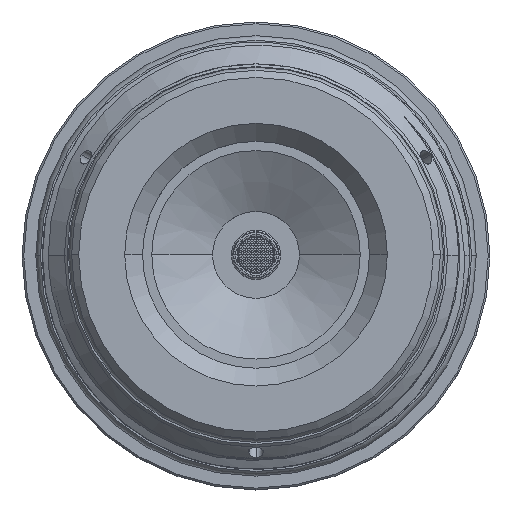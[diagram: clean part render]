
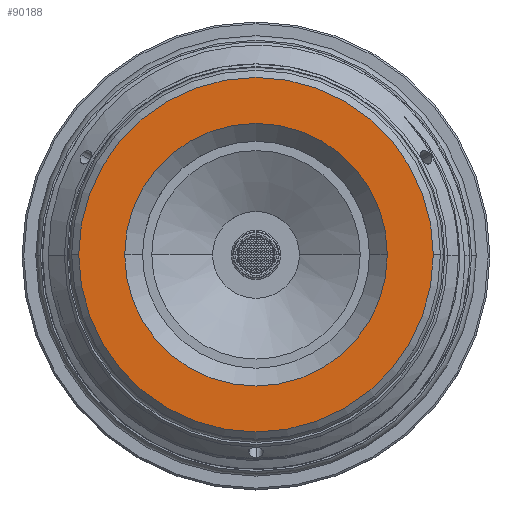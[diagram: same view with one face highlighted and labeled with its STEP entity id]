
A CAD part, top view. The second image highlights one B-rep face of the part: STEP entity #90188.
In plain terms, the highlighted planar face has unit normal (0, 0, 1).
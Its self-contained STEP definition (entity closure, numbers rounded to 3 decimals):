
#860 = ORIENTED_EDGE ( 'NONE', *, *, #32778, .T. ) ;
#4136 = CARTESIAN_POINT ( 'NONE',  ( 0., 0., 130.25 ) ) ;
#4285 = VERTEX_POINT ( 'NONE', #8042 ) ;
#4736 = CARTESIAN_POINT ( 'NONE',  ( 0., 0., 130.25 ) ) ;
#5272 = CIRCLE ( 'NONE', #85992, 19.84 ) ;
#8042 = CARTESIAN_POINT ( 'NONE',  ( 14.7, 0., 130.25 ) ) ;
#8779 = VERTEX_POINT ( 'NONE', #8885 ) ;
#8885 = CARTESIAN_POINT ( 'NONE',  ( -14.7, 0., 130.25 ) ) ;
#10818 = DIRECTION ( 'NONE',  ( 0., 0., -1. ) ) ;
#12856 = DIRECTION ( 'NONE',  ( 0., 0., -1. ) ) ;
#17179 = ORIENTED_EDGE ( 'NONE', *, *, #75549, .F. ) ;
#17635 = EDGE_LOOP ( 'NONE', ( #17179, #73935 ) ) ;
#18989 = CIRCLE ( 'NONE', #81374, 14.7 ) ;
#19757 = DIRECTION ( 'NONE',  ( 0., 0., -1. ) ) ;
#20364 = CARTESIAN_POINT ( 'NONE',  ( -19.84, 0., 130.25 ) ) ;
#22906 = VERTEX_POINT ( 'NONE', #20364 ) ;
#23626 = EDGE_LOOP ( 'NONE', ( #860, #28696 ) ) ;
#27139 = DIRECTION ( 'NONE',  ( -1., 0., 0. ) ) ;
#28696 = ORIENTED_EDGE ( 'NONE', *, *, #96699, .T. ) ;
#31892 = CIRCLE ( 'NONE', #58420, 19.84 ) ;
#32180 = VERTEX_POINT ( 'NONE', #38170 ) ;
#32290 = AXIS2_PLACEMENT_3D ( 'NONE', #4136, #19757, #98089 ) ;
#32778 = EDGE_CURVE ( 'NONE', #4285, #8779, #18989, .T. ) ;
#36891 = FACE_OUTER_BOUND ( 'NONE', #17635, .T. ) ;
#38170 = CARTESIAN_POINT ( 'NONE',  ( 19.84, 0., 130.25 ) ) ;
#39318 = FACE_BOUND ( 'NONE', #23626, .T. ) ;
#50658 = CARTESIAN_POINT ( 'NONE',  ( 0., 0., 130.25 ) ) ;
#52388 = CARTESIAN_POINT ( 'NONE',  ( 0., 0., 130.25 ) ) ;
#58420 = AXIS2_PLACEMENT_3D ( 'NONE', #50658, #10818, #88439 ) ;
#59163 = DIRECTION ( 'NONE',  ( 0., 0., -1. ) ) ;
#59627 = PLANE ( 'NONE',  #32290 ) ;
#60874 = DIRECTION ( 'NONE',  ( -1., 0., 0. ) ) ;
#73935 = ORIENTED_EDGE ( 'NONE', *, *, #90757, .F. ) ;
#75549 = EDGE_CURVE ( 'NONE', #22906, #32180, #5272, .T. ) ;
#81374 = AXIS2_PLACEMENT_3D ( 'NONE', #52388, #12856, #60874 ) ;
#83882 = CARTESIAN_POINT ( 'NONE',  ( 0., 0., 130.25 ) ) ;
#85048 = CIRCLE ( 'NONE', #87168, 14.7 ) ;
#85992 = AXIS2_PLACEMENT_3D ( 'NONE', #83882, #98212, #91719 ) ;
#87168 = AXIS2_PLACEMENT_3D ( 'NONE', #4736, #59163, #27139 ) ;
#88439 = DIRECTION ( 'NONE',  ( -1., 0., 0. ) ) ;
#90188 = ADVANCED_FACE ( 'NONE', ( #39318, #36891 ), #59627, .F. ) ;
#90757 = EDGE_CURVE ( 'NONE', #32180, #22906, #31892, .T. ) ;
#91719 = DIRECTION ( 'NONE',  ( -1., 0., 0. ) ) ;
#96699 = EDGE_CURVE ( 'NONE', #8779, #4285, #85048, .T. ) ;
#98089 = DIRECTION ( 'NONE',  ( -1., 0., 0. ) ) ;
#98212 = DIRECTION ( 'NONE',  ( 0., 0., -1. ) ) ;
